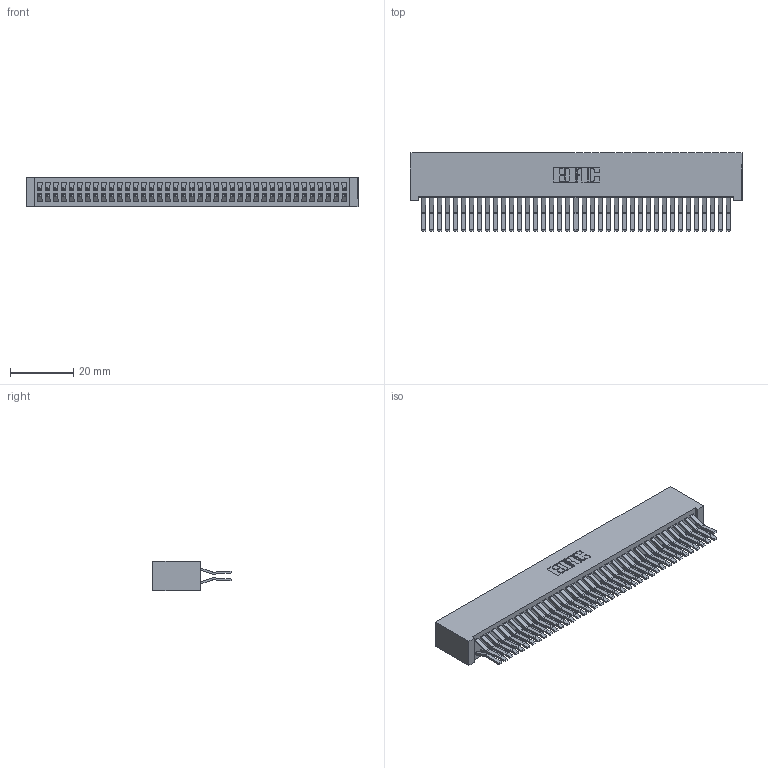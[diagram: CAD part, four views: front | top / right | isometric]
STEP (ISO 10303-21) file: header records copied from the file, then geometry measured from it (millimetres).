
FILE_DESCRIPTION (( 'STEP AP203' ), '1' );
FILE_NAME ('392-078-560-201.STEP', '2019-10-09T14:17:13', ( '' ), ( '' ), 'SwSTEP 2.0', 'SolidWorks 2016', '' );
FILE_SCHEMA (( 'CONFIG_CONTROL_DESIGN' ));
Length unit declared in the file: inch
Products named in the file (3): 342 Part_Lugless; 345-292-001_560 Tail; 392-078-560-201
Assembly tree (79 placements, depth 2):
  392-078-560-201
    342 Part_Lugless
    345-292-001_560 Tail  x78
Bounding box: 105.31 x 24.78 x 9.4 mm (x, y, z)
Volume: 10399.3 mm3; surface area: 18527.8 mm2
Topology: 79 solids, 79 shells, 4314 faces, 12833 edges, 8450 vertices
Faces by surface type: plane 2870, cylinder 1444
Entity records: 25157 total; most frequent: CARTESIAN_POINT 4170, ORIENTED_EDGE 4106, DIRECTION 3565, EDGE_CURVE 2053, LINE 1929, VECTOR 1929, VERTEX_POINT 1366, AXIS2_PLACEMENT_3D 818
